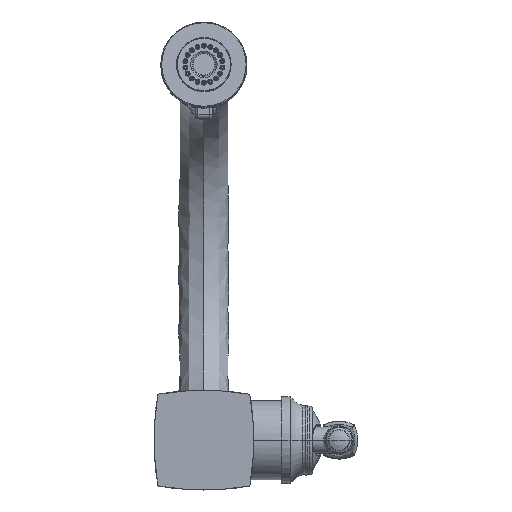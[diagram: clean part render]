
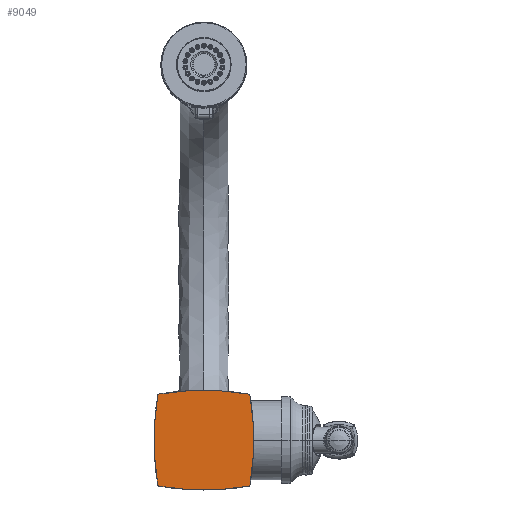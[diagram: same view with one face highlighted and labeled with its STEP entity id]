
A CAD part, front view. The second image highlights one B-rep face of the part: STEP entity #9049.
In plain terms, the highlighted planar face has unit normal (0, -1, 0).
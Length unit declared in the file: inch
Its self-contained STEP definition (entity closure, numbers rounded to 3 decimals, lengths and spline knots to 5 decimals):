
#2=CARTESIAN_POINT('',(1.01688,0.,1.01688));
#3=DIRECTION('',(0.,-1.,0.));
#4=DIRECTION('',(0.986,0.,0.166));
#5=AXIS2_PLACEMENT_3D('',#2,#3,#4);
#7=CARTESIAN_POINT('',(-5.015,0.,0.));
#8=DIRECTION('',(0.,1.,0.));
#9=DIRECTION('',(0.986,0.,0.166));
#10=AXIS2_PLACEMENT_3D('',#7,#8,#9);
#12=CARTESIAN_POINT('',(1.01688,0.,-1.01688));
#13=DIRECTION('',(0.,-1.,0.));
#14=DIRECTION('',(0.166,0.,-0.986));
#15=AXIS2_PLACEMENT_3D('',#12,#13,#14);
#17=CARTESIAN_POINT('',(0.,0.,5.015));
#18=DIRECTION('',(0.,1.,0.));
#19=DIRECTION('',(0.166,0.,-0.986));
#20=AXIS2_PLACEMENT_3D('',#17,#18,#19);
#22=CARTESIAN_POINT('',(-1.01688,0.,-1.01688));
#23=DIRECTION('',(0.,-1.,0.));
#24=DIRECTION('',(-0.986,0.,-0.166));
#25=AXIS2_PLACEMENT_3D('',#22,#23,#24);
#27=CARTESIAN_POINT('',(5.015,0.,0.));
#28=DIRECTION('',(0.,1.,0.));
#29=DIRECTION('',(-0.986,0.,-0.166));
#30=AXIS2_PLACEMENT_3D('',#27,#28,#29);
#32=CARTESIAN_POINT('',(-1.01688,0.,1.01688));
#33=DIRECTION('',(0.,-1.,0.));
#34=DIRECTION('',(-0.166,0.,0.986));
#35=AXIS2_PLACEMENT_3D('',#32,#33,#34);
#37=CARTESIAN_POINT('',(0.,0.,-5.015));
#38=DIRECTION('',(0.,1.,0.));
#39=DIRECTION('',(-0.166,0.,0.986));
#40=AXIS2_PLACEMENT_3D('',#37,#38,#39);
#8011=CARTESIAN_POINT('',(1.04647,0.,1.02187));
#8012=CARTESIAN_POINT('',(1.02187,0.,1.04647));
#8013=VERTEX_POINT('',#8011);
#8014=VERTEX_POINT('',#8012);
#8015=CARTESIAN_POINT('',(1.02187,0.,-1.04647));
#8016=CARTESIAN_POINT('',(1.04647,0.,-1.02187));
#8017=VERTEX_POINT('',#8015);
#8018=VERTEX_POINT('',#8016);
#8019=CARTESIAN_POINT('',(-1.04647,0.,-1.02187));
#8020=CARTESIAN_POINT('',(-1.02187,0.,-1.04647));
#8021=VERTEX_POINT('',#8019);
#8022=VERTEX_POINT('',#8020);
#8023=CARTESIAN_POINT('',(-1.02187,0.,1.04647));
#8024=CARTESIAN_POINT('',(-1.04647,0.,1.02187));
#8025=VERTEX_POINT('',#8023);
#8026=VERTEX_POINT('',#8024);
#9026=CARTESIAN_POINT('',(0.,0.,0.));
#9027=DIRECTION('',(0.,1.,0.));
#9028=DIRECTION('',(0.,0.,1.));
#9029=AXIS2_PLACEMENT_3D('',#9026,#9027,#9028);
#9030=PLANE('',#9029);
#9032=ORIENTED_EDGE('',*,*,#9031,.F.);
#9034=ORIENTED_EDGE('',*,*,#9033,.T.);
#9036=ORIENTED_EDGE('',*,*,#9035,.F.);
#9038=ORIENTED_EDGE('',*,*,#9037,.T.);
#9040=ORIENTED_EDGE('',*,*,#9039,.F.);
#9042=ORIENTED_EDGE('',*,*,#9041,.T.);
#9044=ORIENTED_EDGE('',*,*,#9043,.F.);
#9046=ORIENTED_EDGE('',*,*,#9045,.T.);
#9047=EDGE_LOOP('',(#9032,#9034,#9036,#9038,#9040,#9042,#9044,#9046));
#9048=FACE_OUTER_BOUND('',#9047,.F.);
#9049=ADVANCED_FACE('',(#9048),#9030,.F.);
#6=CIRCLE('',#5,0.03);
#11=CIRCLE('',#10,6.147);
#16=CIRCLE('',#15,0.03);
#21=CIRCLE('',#20,6.147);
#26=CIRCLE('',#25,0.03);
#31=CIRCLE('',#30,6.147);
#36=CIRCLE('',#35,0.03);
#41=CIRCLE('',#40,6.147);
#9031=EDGE_CURVE('',#8013,#8014,#6,.T.);
#9033=EDGE_CURVE('',#8013,#8018,#11,.T.);
#9035=EDGE_CURVE('',#8017,#8018,#16,.T.);
#9037=EDGE_CURVE('',#8017,#8022,#21,.T.);
#9039=EDGE_CURVE('',#8021,#8022,#26,.T.);
#9041=EDGE_CURVE('',#8021,#8026,#31,.T.);
#9043=EDGE_CURVE('',#8025,#8026,#36,.T.);
#9045=EDGE_CURVE('',#8025,#8014,#41,.T.);
